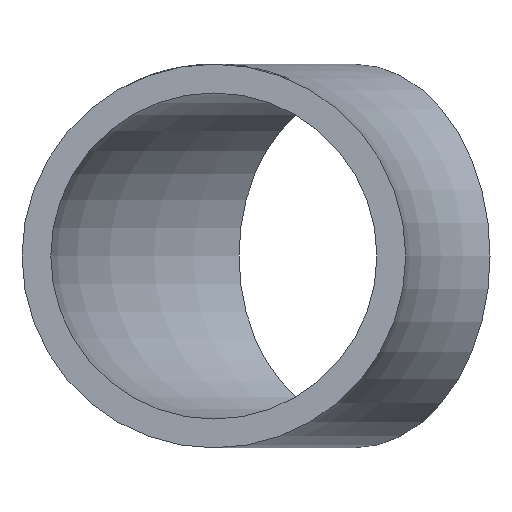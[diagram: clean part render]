
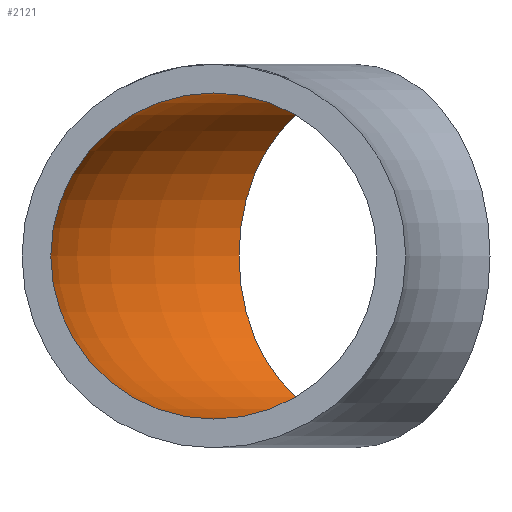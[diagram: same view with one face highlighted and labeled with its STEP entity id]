
A CAD part, front view. The second image highlights one B-rep face of the part: STEP entity #2121.
In plain terms, the highlighted toroidal (fillet/blend) face has major radius 25 mm and minor radius 8.5 mm.
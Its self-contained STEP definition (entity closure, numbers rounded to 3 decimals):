
#71 = TOROIDAL_SURFACE ( 'NONE', #3606, 25., 8.5 ) ;
#772 = CARTESIAN_POINT ( 'NONE',  ( -17.678, 17.678, 0. ) ) ;
#906 = FACE_OUTER_BOUND ( 'NONE', #10639, .T. ) ;
#1041 = FACE_OUTER_BOUND ( 'NONE', #3541, .T. ) ;
#1090 = ORIENTED_EDGE ( 'NONE', *, *, #4060, .F. ) ;
#1420 = VERTEX_POINT ( 'NONE', #5176 ) ;
#1445 = EDGE_CURVE ( 'NONE', #1420, #1420, #10724, .T. ) ;
#2072 = CIRCLE ( 'NONE', #8568, 8.5 ) ;
#2121 = ADVANCED_FACE ( 'NONE', ( #1041, #906 ), #71, .F. ) ;
#3438 = DIRECTION ( 'NONE',  ( -0.707, 0.707, 0. ) ) ;
#3541 = EDGE_LOOP ( 'NONE', ( #3873 ) ) ;
#3606 = AXIS2_PLACEMENT_3D ( 'NONE', #3809, #4671, #6578 ) ;
#3809 = CARTESIAN_POINT ( 'NONE',  ( 0., 0., 0. ) ) ;
#3873 = ORIENTED_EDGE ( 'NONE', *, *, #1445, .T. ) ;
#4060 = EDGE_CURVE ( 'NONE', #6570, #6570, #2072, .T. ) ;
#4671 = DIRECTION ( 'NONE',  ( 0., 0., -1. ) ) ;
#4720 = CARTESIAN_POINT ( 'NONE',  ( -25., 0., 8.5 ) ) ;
#5176 = CARTESIAN_POINT ( 'NONE',  ( -23.688, 23.688, 0. ) ) ;
#5554 = DIRECTION ( 'NONE',  ( 0., 1., 0. ) ) ;
#5769 = AXIS2_PLACEMENT_3D ( 'NONE', #772, #10052, #3438 ) ;
#6300 = CARTESIAN_POINT ( 'NONE',  ( -25., 0., 0. ) ) ;
#6570 = VERTEX_POINT ( 'NONE', #4720 ) ;
#6578 = DIRECTION ( 'NONE',  ( -1., 0., 0. ) ) ;
#8568 = AXIS2_PLACEMENT_3D ( 'NONE', #6300, #5554, #10962 ) ;
#10052 = DIRECTION ( 'NONE',  ( 0.707, 0.707, 0. ) ) ;
#10639 = EDGE_LOOP ( 'NONE', ( #1090 ) ) ;
#10724 = CIRCLE ( 'NONE', #5769, 8.5 ) ;
#10962 = DIRECTION ( 'NONE',  ( 0., 0., 1. ) ) ;
